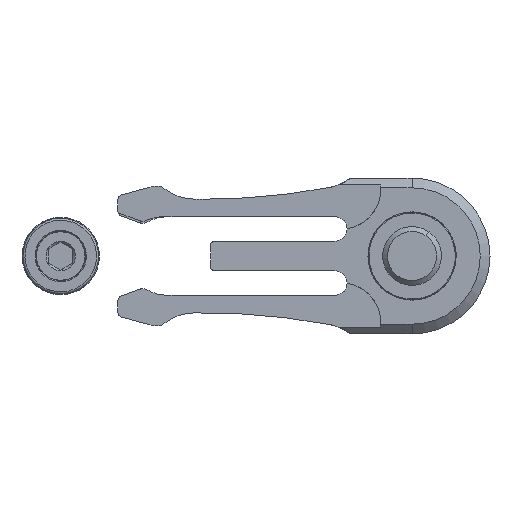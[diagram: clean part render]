
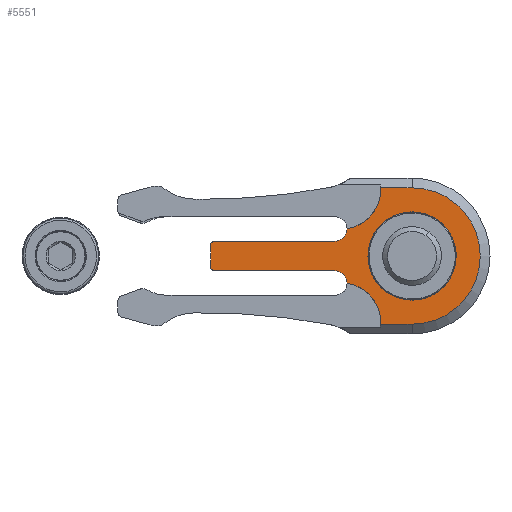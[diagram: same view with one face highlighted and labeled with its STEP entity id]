
A CAD part, front view. The second image highlights one B-rep face of the part: STEP entity #5551.
In plain terms, the highlighted planar face has unit normal (0, -1, 0).
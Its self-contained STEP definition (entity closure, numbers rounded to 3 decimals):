
#8 = LINE ( 'NONE', #4038, #4098 ) ;
#26 = FACE_BOUND ( 'NONE', #1792, .T. ) ;
#33 = EDGE_CURVE ( 'NONE', #5894, #602, #474, .T. ) ;
#54 = DIRECTION ( 'NONE',  ( 0., 1., 0. ) ) ;
#130 = CARTESIAN_POINT ( 'NONE',  ( 0., 0., 0. ) ) ;
#183 = EDGE_CURVE ( 'NONE', #602, #5894, #1280, .T. ) ;
#237 = ORIENTED_EDGE ( 'NONE', *, *, #679, .F. ) ;
#294 = ORIENTED_EDGE ( 'NONE', *, *, #870, .F. ) ;
#396 = CIRCLE ( 'NONE', #4605, 0.5 ) ;
#474 = CIRCLE ( 'NONE', #497, 4.5 ) ;
#497 = AXIS2_PLACEMENT_3D ( 'NONE', #130, #54, #2009 ) ;
#602 = VERTEX_POINT ( 'NONE', #4850 ) ;
#679 = EDGE_CURVE ( 'NONE', #3816, #4644, #2213, .T. ) ;
#771 = CIRCLE ( 'NONE', #3140, 1.25 ) ;
#870 = EDGE_CURVE ( 'NONE', #4365, #3816, #1138, .T. ) ;
#910 = EDGE_CURVE ( 'NONE', #5257, #5478, #771, .T. ) ;
#914 = VECTOR ( 'NONE', #6055, 1000. ) ;
#960 = VERTEX_POINT ( 'NONE', #4127 ) ;
#1032 = EDGE_CURVE ( 'NONE', #2605, #5257, #4445, .T. ) ;
#1103 = CIRCLE ( 'NONE', #4266, 4. ) ;
#1111 = EDGE_CURVE ( 'NONE', #5081, #2576, #5189, .T. ) ;
#1131 = ORIENTED_EDGE ( 'NONE', *, *, #3723, .F. ) ;
#1138 = CIRCLE ( 'NONE', #3341, 0.5 ) ;
#1147 = CARTESIAN_POINT ( 'NONE',  ( -7.884, 0., 2.75 ) ) ;
#1156 = EDGE_CURVE ( 'NONE', #1731, #3508, #3386, .T. ) ;
#1203 = DIRECTION ( 'NONE',  ( 0., 0., -1. ) ) ;
#1206 = DIRECTION ( 'NONE',  ( 0., 0., -1. ) ) ;
#1210 = AXIS2_PLACEMENT_3D ( 'NONE', #4344, #2477, #3838 ) ;
#1262 = ORIENTED_EDGE ( 'NONE', *, *, #1032, .F. ) ;
#1277 = CIRCLE ( 'NONE', #5789, 1.25 ) ;
#1280 = CIRCLE ( 'NONE', #3173, 4.5 ) ;
#1371 = ORIENTED_EDGE ( 'NONE', *, *, #1156, .T. ) ;
#1385 = CARTESIAN_POINT ( 'NONE',  ( -7.884, 0., 1.5 ) ) ;
#1520 = DIRECTION ( 'NONE',  ( 0., 0., -1. ) ) ;
#1549 = AXIS2_PLACEMENT_3D ( 'NONE', #4388, #2525, #1520 ) ;
#1617 = DIRECTION ( 'NONE',  ( -1., 0., 0. ) ) ;
#1650 = ORIENTED_EDGE ( 'NONE', *, *, #910, .F. ) ;
#1653 = EDGE_CURVE ( 'NONE', #5478, #3508, #6027, .T. ) ;
#1727 = CARTESIAN_POINT ( 'NONE',  ( -20.101, 0., -1.5 ) ) ;
#1731 = VERTEX_POINT ( 'NONE', #2020 ) ;
#1792 = EDGE_LOOP ( 'NONE', ( #2838, #5280 ) ) ;
#2009 = DIRECTION ( 'NONE',  ( 0., 0., 1. ) ) ;
#2018 = DIRECTION ( 'NONE',  ( 0., 0., 1. ) ) ;
#2020 = CARTESIAN_POINT ( 'NONE',  ( 0., 0., 6.95 ) ) ;
#2079 = CIRCLE ( 'NONE', #2548, 6.95 ) ;
#2157 = DIRECTION ( 'NONE',  ( 0., 1., 0. ) ) ;
#2181 = DIRECTION ( 'NONE',  ( 0., 0., 1. ) ) ;
#2213 = CIRCLE ( 'NONE', #1210, 4.5 ) ;
#2252 = ORIENTED_EDGE ( 'NONE', *, *, #4050, .T. ) ;
#2286 = EDGE_LOOP ( 'NONE', ( #2252, #1371, #5514, #1650, #1262, #4735, #237, #294, #5839, #5019, #1131, #2408 ) ) ;
#2408 = ORIENTED_EDGE ( 'NONE', *, *, #1111, .T. ) ;
#2471 = FACE_OUTER_BOUND ( 'NONE', #2286, .T. ) ;
#2477 = DIRECTION ( 'NONE',  ( 0., -1., 0. ) ) ;
#2525 = DIRECTION ( 'NONE',  ( 0., -1., 0. ) ) ;
#2548 = AXIS2_PLACEMENT_3D ( 'NONE', #5870, #3983, #2018 ) ;
#2575 = DIRECTION ( 'NONE',  ( 1., 0., 0. ) ) ;
#2576 = VERTEX_POINT ( 'NONE', #2635 ) ;
#2596 = DIRECTION ( 'NONE',  ( 0., 0., 1. ) ) ;
#2605 = VERTEX_POINT ( 'NONE', #5560 ) ;
#2635 = CARTESIAN_POINT ( 'NONE',  ( 0., 0., -6.95 ) ) ;
#2643 = DIRECTION ( 'NONE',  ( 0., 1., 0. ) ) ;
#2661 = DIRECTION ( 'NONE',  ( 0., -1., 0. ) ) ;
#2799 = VECTOR ( 'NONE', #2575, 1000. ) ;
#2838 = ORIENTED_EDGE ( 'NONE', *, *, #33, .T. ) ;
#3063 = DIRECTION ( 'NONE',  ( 0., 1., 0. ) ) ;
#3122 = DIRECTION ( 'NONE',  ( 0., 0., 1. ) ) ;
#3137 = CARTESIAN_POINT ( 'NONE',  ( -20.101, 0., 1. ) ) ;
#3140 = AXIS2_PLACEMENT_3D ( 'NONE', #1147, #2661, #2596 ) ;
#3156 = CARTESIAN_POINT ( 'NONE',  ( 0., 0., 6.95 ) ) ;
#3173 = AXIS2_PLACEMENT_3D ( 'NONE', #3284, #3346, #3771 ) ;
#3200 = CARTESIAN_POINT ( 'NONE',  ( -7.884, 0., 1.5 ) ) ;
#3284 = CARTESIAN_POINT ( 'NONE',  ( 0., 0., 0. ) ) ;
#3341 = AXIS2_PLACEMENT_3D ( 'NONE', #4063, #2643, #3122 ) ;
#3346 = DIRECTION ( 'NONE',  ( 0., 1., 0. ) ) ;
#3386 = LINE ( 'NONE', #3156, #5483 ) ;
#3508 = VERTEX_POINT ( 'NONE', #5807 ) ;
#3527 = PLANE ( 'NONE',  #5523 ) ;
#3682 = CARTESIAN_POINT ( 'NONE',  ( -7.2, 0., -6.75 ) ) ;
#3723 = EDGE_CURVE ( 'NONE', #5081, #960, #1103, .T. ) ;
#3749 = VERTEX_POINT ( 'NONE', #5520 ) ;
#3771 = DIRECTION ( 'NONE',  ( 0., 0., 1. ) ) ;
#3786 = CARTESIAN_POINT ( 'NONE',  ( -3.205, 0., -6.95 ) ) ;
#3816 = VERTEX_POINT ( 'NONE', #4179 ) ;
#3838 = DIRECTION ( 'NONE',  ( 0., 0., 1. ) ) ;
#3983 = DIRECTION ( 'NONE',  ( 0., -1., 0. ) ) ;
#4038 = CARTESIAN_POINT ( 'NONE',  ( -7.884, 0., -1.5 ) ) ;
#4050 = EDGE_CURVE ( 'NONE', #2576, #1731, #2079, .T. ) ;
#4063 = CARTESIAN_POINT ( 'NONE',  ( -20.101, 0., -1. ) ) ;
#4084 = DIRECTION ( 'NONE',  ( 0., -1., 0. ) ) ;
#4098 = VECTOR ( 'NONE', #1617, 1000. ) ;
#4127 = CARTESIAN_POINT ( 'NONE',  ( -6.635, 0., -2.79 ) ) ;
#4140 = DIRECTION ( 'NONE',  ( -1., 0., 0. ) ) ;
#4179 = CARTESIAN_POINT ( 'NONE',  ( -20.591, 0., -0.9 ) ) ;
#4266 = AXIS2_PLACEMENT_3D ( 'NONE', #3682, #4646, #1203 ) ;
#4344 = CARTESIAN_POINT ( 'NONE',  ( -25., 0., 0. ) ) ;
#4365 = VERTEX_POINT ( 'NONE', #1727 ) ;
#4388 = CARTESIAN_POINT ( 'NONE',  ( -7.2, 0., 6.75 ) ) ;
#4433 = CARTESIAN_POINT ( 'NONE',  ( 0., 0., 0. ) ) ;
#4445 = LINE ( 'NONE', #3200, #914 ) ;
#4511 = CARTESIAN_POINT ( 'NONE',  ( 0., 0., -6.95 ) ) ;
#4605 = AXIS2_PLACEMENT_3D ( 'NONE', #3137, #2157, #1206 ) ;
#4644 = VERTEX_POINT ( 'NONE', #5338 ) ;
#4646 = DIRECTION ( 'NONE',  ( 0., -1., 0. ) ) ;
#4735 = ORIENTED_EDGE ( 'NONE', *, *, #4889, .F. ) ;
#4813 = EDGE_CURVE ( 'NONE', #3749, #4365, #8, .T. ) ;
#4850 = CARTESIAN_POINT ( 'NONE',  ( 0., 0., 4.5 ) ) ;
#4889 = EDGE_CURVE ( 'NONE', #4644, #2605, #396, .T. ) ;
#4899 = EDGE_CURVE ( 'NONE', #960, #3749, #1277, .T. ) ;
#4915 = DIRECTION ( 'NONE',  ( 0., 0., 1. ) ) ;
#5019 = ORIENTED_EDGE ( 'NONE', *, *, #4899, .F. ) ;
#5081 = VERTEX_POINT ( 'NONE', #3786 ) ;
#5083 = CARTESIAN_POINT ( 'NONE',  ( -7.884, 0., -2.75 ) ) ;
#5189 = LINE ( 'NONE', #4511, #2799 ) ;
#5257 = VERTEX_POINT ( 'NONE', #1385 ) ;
#5280 = ORIENTED_EDGE ( 'NONE', *, *, #183, .T. ) ;
#5338 = CARTESIAN_POINT ( 'NONE',  ( -20.591, 0., 0.9 ) ) ;
#5478 = VERTEX_POINT ( 'NONE', #6001 ) ;
#5483 = VECTOR ( 'NONE', #4140, 1000. ) ;
#5514 = ORIENTED_EDGE ( 'NONE', *, *, #1653, .F. ) ;
#5520 = CARTESIAN_POINT ( 'NONE',  ( -7.884, 0., -1.5 ) ) ;
#5523 = AXIS2_PLACEMENT_3D ( 'NONE', #4433, #3063, #4915 ) ;
#5551 = ADVANCED_FACE ( 'NONE', ( #2471, #26 ), #3527, .F. ) ;
#5560 = CARTESIAN_POINT ( 'NONE',  ( -20.101, 0., 1.5 ) ) ;
#5789 = AXIS2_PLACEMENT_3D ( 'NONE', #5083, #4084, #2181 ) ;
#5807 = CARTESIAN_POINT ( 'NONE',  ( -3.205, 0., 6.95 ) ) ;
#5839 = ORIENTED_EDGE ( 'NONE', *, *, #4813, .F. ) ;
#5859 = CARTESIAN_POINT ( 'NONE',  ( 0., 0., -4.5 ) ) ;
#5870 = CARTESIAN_POINT ( 'NONE',  ( 0., 0., 0. ) ) ;
#5894 = VERTEX_POINT ( 'NONE', #5859 ) ;
#6001 = CARTESIAN_POINT ( 'NONE',  ( -6.635, 0., 2.79 ) ) ;
#6027 = CIRCLE ( 'NONE', #1549, 4. ) ;
#6055 = DIRECTION ( 'NONE',  ( 1., 0., 0. ) ) ;
